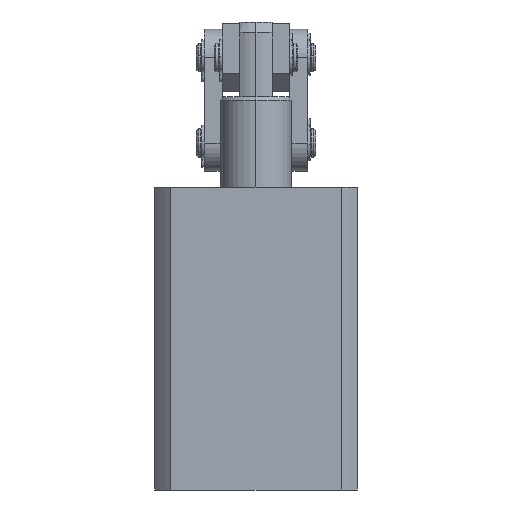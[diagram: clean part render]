
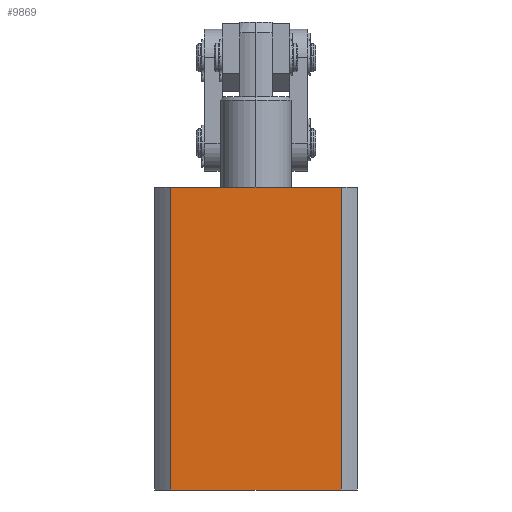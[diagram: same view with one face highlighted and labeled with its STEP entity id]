
A CAD part, left-side view. The second image highlights one B-rep face of the part: STEP entity #9869.
In plain terms, the highlighted planar face has unit normal (-1, 0, 0).
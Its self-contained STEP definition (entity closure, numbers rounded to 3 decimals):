
#1075 = VERTEX_POINT ( 'NONE', #9939 ) ;
#1248 = VERTEX_POINT ( 'NONE', #4579 ) ;
#1311 = VERTEX_POINT ( 'NONE', #7127 ) ;
#1463 = VERTEX_POINT ( 'NONE', #7216 ) ;
#1852 = DIRECTION ( 'NONE',  ( 0., -1., 0. ) ) ;
#1854 = CARTESIAN_POINT ( 'NONE',  ( -28.5, 23.986, 85. ) ) ;
#1855 = CARTESIAN_POINT ( 'NONE',  ( -28.5, 0., 0. ) ) ;
#1856 = DIRECTION ( 'NONE',  ( 0., 0., -1. ) ) ;
#1858 = CARTESIAN_POINT ( 'NONE',  ( -28.5, -23.986, 85. ) ) ;
#1863 = CARTESIAN_POINT ( 'NONE',  ( -28.5, 0., 85. ) ) ;
#1867 = DIRECTION ( 'NONE',  ( 0., -1., 0. ) ) ;
#1871 = DIRECTION ( 'NONE',  ( 0., 0., -1. ) ) ;
#3183 = DIRECTION ( 'NONE',  ( 0., 1., 0. ) ) ;
#3185 = DIRECTION ( 'NONE',  ( 1., 0., 0. ) ) ;
#3188 = PLANE ( 'NONE',  #10984 ) ;
#3191 = CARTESIAN_POINT ( 'NONE',  ( -28.5, 0., 85. ) ) ;
#4579 = CARTESIAN_POINT ( 'NONE',  ( -28.5, 23.986, 85. ) ) ;
#7127 = CARTESIAN_POINT ( 'NONE',  ( -28.5, -23.986, 0. ) ) ;
#7216 = CARTESIAN_POINT ( 'NONE',  ( -28.5, 23.986, 0. ) ) ;
#7745 = VECTOR ( 'NONE', #1871, 1000. ) ;
#7752 = LINE ( 'NONE', #1854, #7745 ) ;
#7754 = VECTOR ( 'NONE', #1852, 1000. ) ;
#7759 = VECTOR ( 'NONE', #1856, 1000. ) ;
#7761 = LINE ( 'NONE', #1855, #7754 ) ;
#7763 = VECTOR ( 'NONE', #1867, 1000. ) ;
#7764 = LINE ( 'NONE', #1858, #7759 ) ;
#7787 = LINE ( 'NONE', #1863, #7763 ) ;
#7861 = EDGE_LOOP ( 'NONE', ( #8943, #8942, #8941, #8940 ) ) ;
#8940 = ORIENTED_EDGE ( 'NONE', *, *, #10277, .T. ) ;
#8941 = ORIENTED_EDGE ( 'NONE', *, *, #10273, .F. ) ;
#8942 = ORIENTED_EDGE ( 'NONE', *, *, #10274, .F. ) ;
#8943 = ORIENTED_EDGE ( 'NONE', *, *, #10275, .T. ) ;
#9057 = FACE_OUTER_BOUND ( 'NONE', #7861, .T. ) ;
#9869 = ADVANCED_FACE ( 'NONE', ( #9057 ), #3188, .F. ) ;
#9939 = CARTESIAN_POINT ( 'NONE',  ( -28.5, -23.986, 85. ) ) ;
#10273 = EDGE_CURVE ( 'NONE', #1248, #1075, #7787, .T. ) ;
#10274 = EDGE_CURVE ( 'NONE', #1075, #1311, #7764, .T. ) ;
#10275 = EDGE_CURVE ( 'NONE', #1463, #1311, #7761, .T. ) ;
#10277 = EDGE_CURVE ( 'NONE', #1248, #1463, #7752, .T. ) ;
#10984 = AXIS2_PLACEMENT_3D ( 'NONE', #3191, #3185, #3183 ) ;
